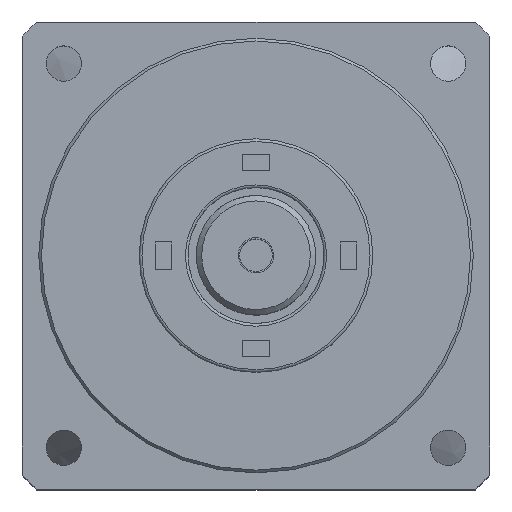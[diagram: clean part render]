
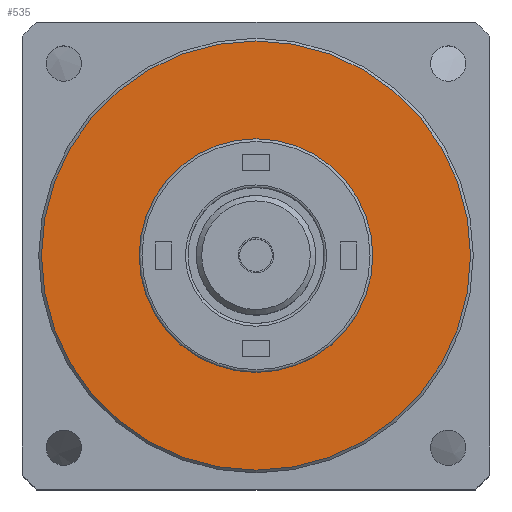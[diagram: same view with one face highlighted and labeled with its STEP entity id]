
A CAD part, top view. The second image highlights one B-rep face of the part: STEP entity #535.
In plain terms, the highlighted planar face has unit normal (0, 0, 1).
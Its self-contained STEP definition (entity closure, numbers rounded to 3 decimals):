
#535 = ADVANCED_FACE( 'NONE', ( #1244, #1245 ), #1246, .T. );
#1244 = FACE_OUTER_BOUND( '', #2099, .T. );
#1245 = FACE_BOUND( '', #2100, .T. );
#1246 = PLANE( '', #2101 );
#2099 = EDGE_LOOP( '', ( #3472 ) );
#2100 = EDGE_LOOP( '', ( #3473 ) );
#2101 = AXIS2_PLACEMENT_3D( '', #3474, #3475, #3476 );
#3472 = ORIENTED_EDGE( '', *, *, #4165, .T. );
#3473 = ORIENTED_EDGE( '', *, *, #4466, .F. );
#3474 = CARTESIAN_POINT( '', ( -44.612, 48.231, -145.058 ) );
#3475 = DIRECTION( '', ( 0., 0., 1. ) );
#3476 = DIRECTION( '', ( 1., 0., 0. ) );
#4165 = EDGE_CURVE( 'NONE', #4818, #4818, #4819, .T. );
#4466 = EDGE_CURVE( 'NONE', #5309, #5309, #5310, .T. );
#4818 = VERTEX_POINT( '', #5848 );
#4819 = CIRCLE( '', #5849, 39.5 );
#5309 = VERTEX_POINT( '', #6718 );
#5310 = CIRCLE( '', #6719, 21.5 );
#5848 = CARTESIAN_POINT( '', ( -5.112, 48.231, -145.058 ) );
#5849 = AXIS2_PLACEMENT_3D( '', #7370, #7371, #7372 );
#6718 = CARTESIAN_POINT( '', ( -23.112, 48.231, -145.058 ) );
#6719 = AXIS2_PLACEMENT_3D( '', #7800, #7801, #7802 );
#7370 = CARTESIAN_POINT( '', ( -44.612, 48.231, -145.058 ) );
#7371 = DIRECTION( '', ( 0., 0., 1. ) );
#7372 = DIRECTION( '', ( 1., 0., 0. ) );
#7800 = CARTESIAN_POINT( '', ( -44.612, 48.231, -145.058 ) );
#7801 = DIRECTION( '', ( 0., 0., 1. ) );
#7802 = DIRECTION( '', ( 1., 0., 0. ) );
